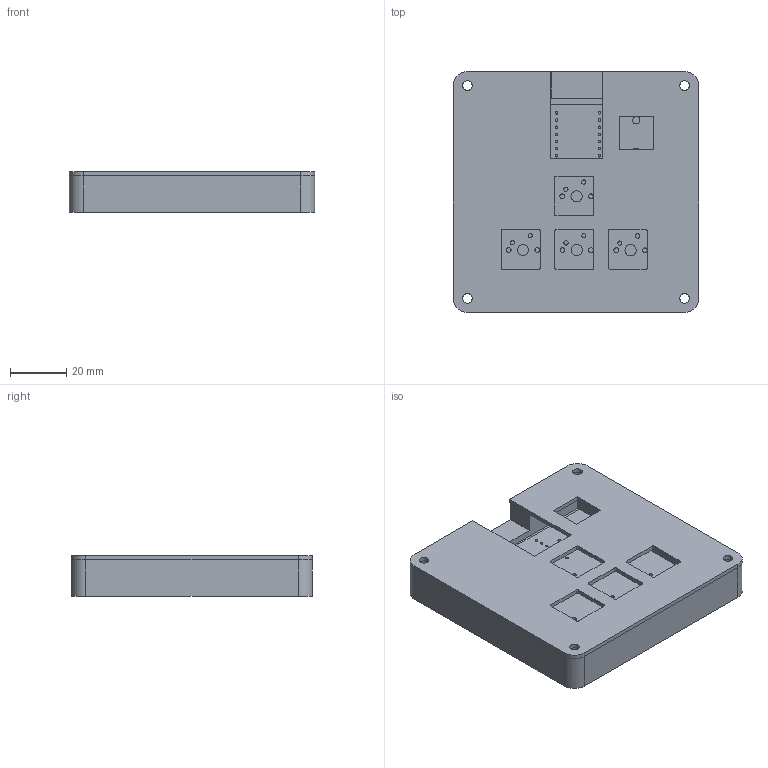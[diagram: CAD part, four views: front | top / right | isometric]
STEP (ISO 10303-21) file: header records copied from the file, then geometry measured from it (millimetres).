
FILE_DESCRIPTION(/* description */ (''),/* implementation_level */ '2;1');
FILE_NAME(/* name */ 'Assembled Case.step',/* time_stamp */ '2025-12-28T11:58:48+05:30',/* author */ (''),/* organization */ (''),/* preprocessor_version */ 'ST-DEVELOPER v20.1',/* originating_system */ 'Autodesk Translation Framework v14.21.0.0',/* authorisation */ '');
FILE_SCHEMA (('AUTOMOTIVE_DESIGN { 1 0 10303 214 3 1 1 }'));
Length unit declared in the file: millimetre
Products named in the file (5): 2025-12-27-19-04-29-982; 2025-12-27-17-39-00-493; hackCLUB 1; hackCLUB_PCB; 2025-12-27-17-53-07-029
Assembly tree (4 placements, depth 3):
  2025-12-27-19-04-29-982
    2025-12-27-17-39-00-493
    hackCLUB 1
      hackCLUB_PCB
    2025-12-27-17-53-07-029
Bounding box: 87.25 x 85.68 x 14.5 mm (x, y, z)
Volume: 64752 mm3; surface area: 44685.7 mm2
Topology: 3 solids, 3 shells, 315 faces, 879 edges, 586 vertices
Faces by surface type: bspline 122, plane 116, cylinder 77
Full cylindrical faces by diameter (mm): 0.889 x14, 1 x5, 1.5 x8, 1.7 x8, 2.6 x2, 3.4 x8, 4 x4, 6 x4
Entity records: 11627 total; most frequent: CARTESIAN_POINT 3863, ORIENTED_EDGE 1758, DIRECTION 1193, EDGE_CURVE 879, VERTEX_POINT 586, LINE 481, VECTOR 481, EDGE_LOOP 439
